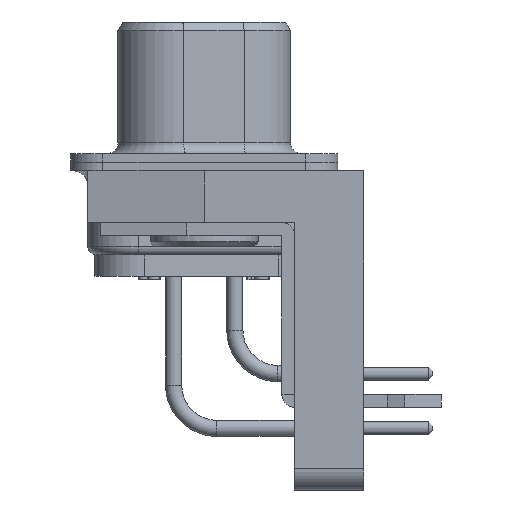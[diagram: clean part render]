
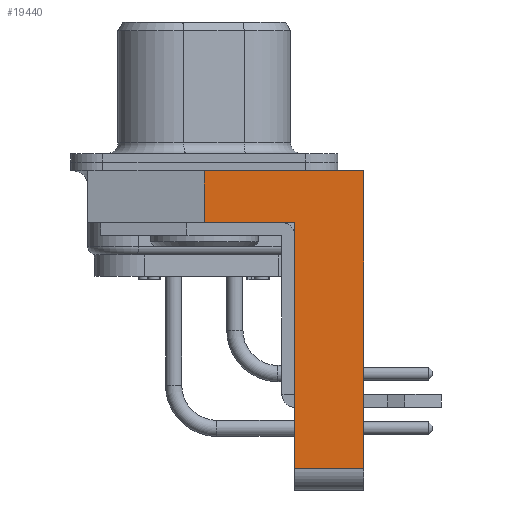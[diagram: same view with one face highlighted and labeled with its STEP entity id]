
A CAD part, left-side view. The second image highlights one B-rep face of the part: STEP entity #19440.
In plain terms, the highlighted planar face has unit normal (-1, 0, 0).
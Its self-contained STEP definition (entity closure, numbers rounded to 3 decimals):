
#5551=ORIENTED_EDGE('',*,*,#9024,.F.);
#5552=ORIENTED_EDGE('',*,*,#9025,.F.);
#5553=ORIENTED_EDGE('',*,*,#9015,.F.);
#5554=ORIENTED_EDGE('',*,*,#9026,.T.);
#5555=ORIENTED_EDGE('',*,*,#9019,.T.);
#5556=ORIENTED_EDGE('',*,*,#9027,.T.);
#9015=EDGE_CURVE('',#11078,#11079,#12582,.T.);
#9019=EDGE_CURVE('',#11083,#11082,#12585,.T.);
#9024=EDGE_CURVE('',#11087,#11088,#12590,.T.);
#9025=EDGE_CURVE('',#11079,#11087,#12591,.T.);
#9026=EDGE_CURVE('',#11078,#11083,#12592,.T.);
#9027=EDGE_CURVE('',#11082,#11088,#12593,.T.);
#11078=VERTEX_POINT('',#36260);
#11079=VERTEX_POINT('',#36262);
#11082=VERTEX_POINT('',#36269);
#11083=VERTEX_POINT('',#36271);
#11087=VERTEX_POINT('',#36281);
#11088=VERTEX_POINT('',#36282);
#12582=LINE('',#36261,#14052);
#12585=LINE('',#36270,#14055);
#12590=LINE('',#36280,#14060);
#12591=LINE('',#36283,#14061);
#12592=LINE('',#36284,#14062);
#12593=LINE('',#36285,#14063);
#14052=VECTOR('',#26719,1000.);
#14055=VECTOR('',#26726,1000.);
#14060=VECTOR('',#26733,1000.);
#14061=VECTOR('',#26734,1000.);
#14062=VECTOR('',#26735,1000.);
#14063=VECTOR('',#26736,1000.);
#15730=EDGE_LOOP('',(#5551,#5552,#5553,#5554,#5555,#5556));
#17389=FACE_BOUND('',#15730,.T.);
#18423=PLANE('',#22424);
#19440=ADVANCED_FACE('',(#17389),#18423,.T.);
#22424=AXIS2_PLACEMENT_3D('',#36279,#26731,#26732);
#26719=DIRECTION('',(0.,-1.,0.));
#26726=DIRECTION('',(0.,-1.,0.));
#26731=DIRECTION('',(-1.,0.,0.));
#26732=DIRECTION('',(0.,0.,1.));
#26733=DIRECTION('',(0.,1.,0.));
#26734=DIRECTION('',(0.,0.,-1.));
#26735=DIRECTION('',(0.,0.,-1.));
#26736=DIRECTION('',(0.,0.,-1.));
#36260=CARTESIAN_POINT('',(-26.42,7.4,0.));
#36261=CARTESIAN_POINT('',(-26.42,7.4,0.));
#36262=CARTESIAN_POINT('',(-26.42,0.,0.));
#36269=CARTESIAN_POINT('',(-26.42,3.2,-2.4));
#36270=CARTESIAN_POINT('',(-26.42,7.4,-2.4));
#36271=CARTESIAN_POINT('',(-26.42,7.4,-2.4));
#36279=CARTESIAN_POINT('',(-26.42,7.4,0.));
#36280=CARTESIAN_POINT('',(-26.42,4.5,-13.8));
#36281=CARTESIAN_POINT('',(-26.42,0.,-13.8));
#36282=CARTESIAN_POINT('',(-26.42,3.2,-13.8));
#36283=CARTESIAN_POINT('',(-26.42,0.,0.));
#36284=CARTESIAN_POINT('',(-26.42,7.4,0.));
#36285=CARTESIAN_POINT('',(-26.42,3.2,-2.4));
